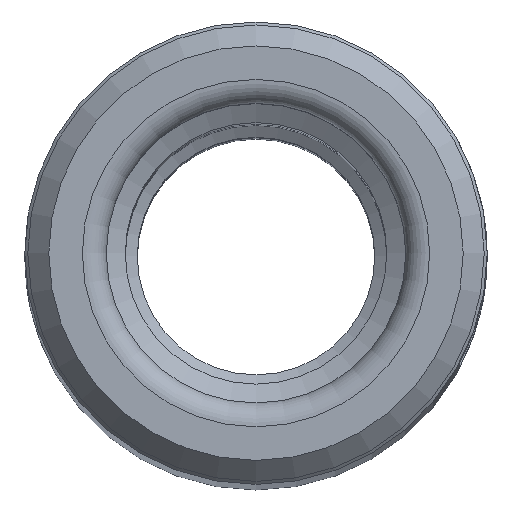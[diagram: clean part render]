
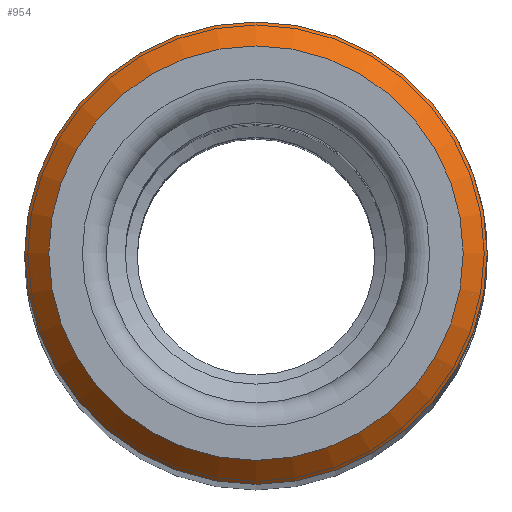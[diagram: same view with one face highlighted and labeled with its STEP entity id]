
A CAD part, top view. The second image highlights one B-rep face of the part: STEP entity #954.
In plain terms, the highlighted conical face has half-angle 45 degrees and reference radius 8.65 mm.
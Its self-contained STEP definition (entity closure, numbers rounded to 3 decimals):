
#35=CONICAL_SURFACE('',#1055,8.65,0.785);
#211=ORIENTED_EDGE('',*,*,#251,.F.);
#212=ORIENTED_EDGE('',*,*,#263,.F.);
#251=EDGE_CURVE('',#308,#308,#353,.T.);
#263=EDGE_CURVE('',#320,#320,#357,.F.);
#308=VERTEX_POINT('',#1362);
#320=VERTEX_POINT('',#1389);
#353=CIRCLE('',#1020,9.65);
#357=CIRCLE('',#1031,8.65);
#452=EDGE_LOOP('',(#211));
#453=EDGE_LOOP('',(#212));
#542=FACE_BOUND('',#452,.T.);
#543=FACE_BOUND('',#453,.T.);
#954=ADVANCED_FACE('',(#542,#543),#35,.T.);
#1020=AXIS2_PLACEMENT_3D('',#1361,#1181,#1182);
#1031=AXIS2_PLACEMENT_3D('',#1388,#1207,#1208);
#1055=AXIS2_PLACEMENT_3D('',#1425,#1259,#1260);
#1181=DIRECTION('',(0.,0.,-1.));
#1182=DIRECTION('',(-1.,0.,0.));
#1207=DIRECTION('',(0.,0.,-1.));
#1208=DIRECTION('',(-1.,0.,0.));
#1259=DIRECTION('',(0.,0.,-1.));
#1260=DIRECTION('',(-1.,0.,0.));
#1361=CARTESIAN_POINT('',(0.,0.,146.5));
#1362=CARTESIAN_POINT('',(-9.65,0.,146.5));
#1388=CARTESIAN_POINT('',(0.,0.,147.5));
#1389=CARTESIAN_POINT('',(-8.65,0.,147.5));
#1425=CARTESIAN_POINT('',(0.,0.,147.5));
